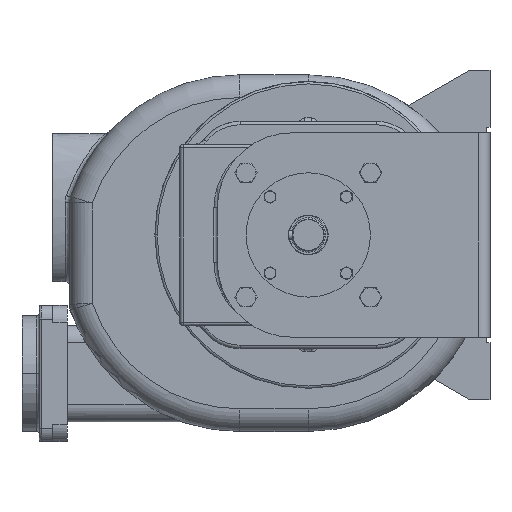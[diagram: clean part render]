
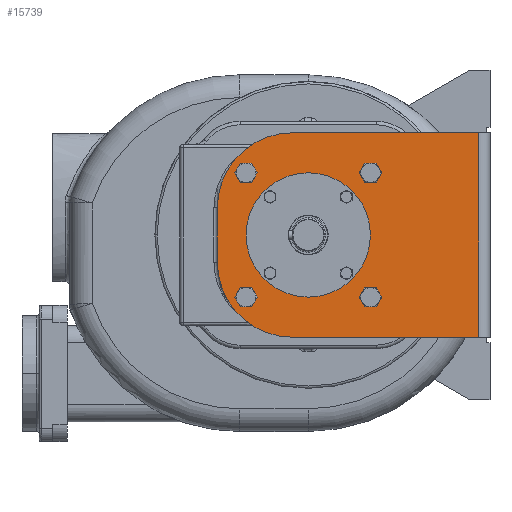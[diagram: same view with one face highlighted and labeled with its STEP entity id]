
A CAD part, left-side view. The second image highlights one B-rep face of the part: STEP entity #15739.
In plain terms, the highlighted planar face has unit normal (-1, 0, 0).
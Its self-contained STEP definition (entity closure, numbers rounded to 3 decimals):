
#150=CARTESIAN_POINT('',(-5.,14.,-24.));
#151=DIRECTION('',(1.,0.,0.));
#152=DIRECTION('',(0.,0.,-1.));
#153=AXIS2_PLACEMENT_3D('',#150,#151,#152);
#155=DIRECTION('',(0.,0.,1.));
#156=VECTOR('',#155,48.);
#157=CARTESIAN_POINT('',(-5.,80.,-24.));
#158=LINE('',#157,#156);
#159=CARTESIAN_POINT('',(-5.,14.,24.));
#160=DIRECTION('',(1.,0.,0.));
#161=DIRECTION('',(0.,1.,0.));
#162=AXIS2_PLACEMENT_3D('',#159,#160,#161);
#164=DIRECTION('',(0.,-1.,0.));
#165=VECTOR('',#164,164.);
#166=CARTESIAN_POINT('',(-5.,14.,90.));
#167=LINE('',#166,#165);
#168=DIRECTION('',(0.,1.,0.));
#169=VECTOR('',#168,164.);
#170=CARTESIAN_POINT('',(-5.,-150.,-90.));
#171=LINE('',#170,#169);
#172=CARTESIAN_POINT('',(-5.,0.,0.));
#173=DIRECTION('',(-1.,0.,0.));
#174=DIRECTION('',(0.,0.,-1.));
#175=AXIS2_PLACEMENT_3D('',#172,#173,#174);
#177=CARTESIAN_POINT('',(-5.,0.,0.));
#178=DIRECTION('',(-1.,0.,0.));
#179=DIRECTION('',(0.,0.,1.));
#180=AXIS2_PLACEMENT_3D('',#177,#178,#179);
#182=CARTESIAN_POINT('',(-5.,54.801,-54.801));
#183=DIRECTION('',(1.,0.,0.));
#184=DIRECTION('',(0.,0.,-1.));
#185=AXIS2_PLACEMENT_3D('',#182,#183,#184);
#187=CARTESIAN_POINT('',(-5.,54.801,-54.801));
#188=DIRECTION('',(1.,0.,0.));
#189=DIRECTION('',(0.,0.,1.));
#190=AXIS2_PLACEMENT_3D('',#187,#188,#189);
#192=CARTESIAN_POINT('',(-5.,-54.801,-54.801));
#193=DIRECTION('',(1.,0.,0.));
#194=DIRECTION('',(0.,0.,-1.));
#195=AXIS2_PLACEMENT_3D('',#192,#193,#194);
#197=CARTESIAN_POINT('',(-5.,-54.801,-54.801));
#198=DIRECTION('',(1.,0.,0.));
#199=DIRECTION('',(0.,0.,1.));
#200=AXIS2_PLACEMENT_3D('',#197,#198,#199);
#202=CARTESIAN_POINT('',(-5.,-54.801,54.801));
#203=DIRECTION('',(1.,0.,0.));
#204=DIRECTION('',(0.,0.,-1.));
#205=AXIS2_PLACEMENT_3D('',#202,#203,#204);
#207=CARTESIAN_POINT('',(-5.,-54.801,54.801));
#208=DIRECTION('',(1.,0.,0.));
#209=DIRECTION('',(0.,0.,1.));
#210=AXIS2_PLACEMENT_3D('',#207,#208,#209);
#212=CARTESIAN_POINT('',(-5.,54.801,54.801));
#213=DIRECTION('',(1.,0.,0.));
#214=DIRECTION('',(0.,0.,-1.));
#215=AXIS2_PLACEMENT_3D('',#212,#213,#214);
#217=CARTESIAN_POINT('',(-5.,54.801,54.801));
#218=DIRECTION('',(1.,0.,0.));
#219=DIRECTION('',(0.,0.,1.));
#220=AXIS2_PLACEMENT_3D('',#217,#218,#219);
#239=DIRECTION('',(0.,0.,1.));
#240=VECTOR('',#239,180.);
#241=CARTESIAN_POINT('',(-5.,-150.,-90.));
#242=LINE('',#241,#240);
#13883=CARTESIAN_POINT('',(-5.,14.,-90.));
#13885=VERTEX_POINT('',#13883);
#13890=CARTESIAN_POINT('',(-5.,-150.,-90.));
#13891=VERTEX_POINT('',#13890);
#13892=CARTESIAN_POINT('',(-5.,-150.,90.));
#13893=VERTEX_POINT('',#13892);
#13894=CARTESIAN_POINT('',(-5.,14.,90.));
#13895=VERTEX_POINT('',#13894);
#13954=CARTESIAN_POINT('',(-5.,80.,-24.));
#13955=VERTEX_POINT('',#13954);
#13956=CARTESIAN_POINT('',(-5.,80.,24.));
#13957=VERTEX_POINT('',#13956);
#14371=CARTESIAN_POINT('',(-5.,0.,-54.75));
#14372=CARTESIAN_POINT('',(-5.,0.,54.75));
#14373=VERTEX_POINT('',#14371);
#14374=VERTEX_POINT('',#14372);
#15408=CARTESIAN_POINT('',(-5.,54.801,-62.901));
#15409=CARTESIAN_POINT('',(-5.,54.801,-46.701));
#15410=VERTEX_POINT('',#15408);
#15411=VERTEX_POINT('',#15409);
#15458=CARTESIAN_POINT('',(-5.,-54.801,-62.901));
#15459=CARTESIAN_POINT('',(-5.,-54.801,-46.701));
#15460=VERTEX_POINT('',#15458);
#15461=VERTEX_POINT('',#15459);
#15508=CARTESIAN_POINT('',(-5.,-54.801,46.701));
#15509=CARTESIAN_POINT('',(-5.,-54.801,62.901));
#15510=VERTEX_POINT('',#15508);
#15511=VERTEX_POINT('',#15509);
#15558=CARTESIAN_POINT('',(-5.,54.801,46.701));
#15559=CARTESIAN_POINT('',(-5.,54.801,62.901));
#15560=VERTEX_POINT('',#15558);
#15561=VERTEX_POINT('',#15559);
#15692=CARTESIAN_POINT('',(-5.,0.,0.));
#15693=DIRECTION('',(1.,0.,0.));
#15694=DIRECTION('',(0.,0.,-1.));
#15695=AXIS2_PLACEMENT_3D('',#15692,#15693,#15694);
#15696=PLANE('',#15695);
#15697=ORIENTED_EDGE('',*,*,#15685,.T.);
#15698=ORIENTED_EDGE('',*,*,#15673,.T.);
#15700=ORIENTED_EDGE('',*,*,#15699,.T.);
#15702=ORIENTED_EDGE('',*,*,#15701,.T.);
#15704=ORIENTED_EDGE('',*,*,#15703,.F.);
#15706=ORIENTED_EDGE('',*,*,#15705,.T.);
#15707=EDGE_LOOP('',(#15697,#15698,#15700,#15702,#15704,#15706));
#15708=FACE_OUTER_BOUND('',#15707,.F.);
#15710=ORIENTED_EDGE('',*,*,#15709,.T.);
#15712=ORIENTED_EDGE('',*,*,#15711,.T.);
#15713=EDGE_LOOP('',(#15710,#15712));
#15714=FACE_BOUND('',#15713,.F.);
#15716=ORIENTED_EDGE('',*,*,#15715,.F.);
#15718=ORIENTED_EDGE('',*,*,#15717,.F.);
#15719=EDGE_LOOP('',(#15716,#15718));
#15720=FACE_BOUND('',#15719,.F.);
#15722=ORIENTED_EDGE('',*,*,#15721,.F.);
#15724=ORIENTED_EDGE('',*,*,#15723,.F.);
#15725=EDGE_LOOP('',(#15722,#15724));
#15726=FACE_BOUND('',#15725,.F.);
#15728=ORIENTED_EDGE('',*,*,#15727,.F.);
#15730=ORIENTED_EDGE('',*,*,#15729,.F.);
#15731=EDGE_LOOP('',(#15728,#15730));
#15732=FACE_BOUND('',#15731,.F.);
#15734=ORIENTED_EDGE('',*,*,#15733,.F.);
#15736=ORIENTED_EDGE('',*,*,#15735,.F.);
#15737=EDGE_LOOP('',(#15734,#15736));
#15738=FACE_BOUND('',#15737,.F.);
#15739=ADVANCED_FACE('',(#15708,#15714,#15720,#15726,#15732,#15738),#15696,.F.);
#154=CIRCLE('',#153,66.);
#163=CIRCLE('',#162,66.);
#176=CIRCLE('',#175,54.75);
#181=CIRCLE('',#180,54.75);
#186=CIRCLE('',#185,8.1);
#191=CIRCLE('',#190,8.1);
#196=CIRCLE('',#195,8.1);
#201=CIRCLE('',#200,8.1);
#206=CIRCLE('',#205,8.1);
#211=CIRCLE('',#210,8.1);
#216=CIRCLE('',#215,8.1);
#221=CIRCLE('',#220,8.1);
#15673=EDGE_CURVE('',#13955,#13957,#158,.T.);
#15685=EDGE_CURVE('',#13885,#13955,#154,.T.);
#15699=EDGE_CURVE('',#13957,#13895,#163,.T.);
#15701=EDGE_CURVE('',#13895,#13893,#167,.T.);
#15703=EDGE_CURVE('',#13891,#13893,#242,.T.);
#15705=EDGE_CURVE('',#13891,#13885,#171,.T.);
#15709=EDGE_CURVE('',#14373,#14374,#176,.T.);
#15711=EDGE_CURVE('',#14374,#14373,#181,.T.);
#15715=EDGE_CURVE('',#15410,#15411,#186,.T.);
#15717=EDGE_CURVE('',#15411,#15410,#191,.T.);
#15721=EDGE_CURVE('',#15460,#15461,#196,.T.);
#15723=EDGE_CURVE('',#15461,#15460,#201,.T.);
#15727=EDGE_CURVE('',#15510,#15511,#206,.T.);
#15729=EDGE_CURVE('',#15511,#15510,#211,.T.);
#15733=EDGE_CURVE('',#15560,#15561,#216,.T.);
#15735=EDGE_CURVE('',#15561,#15560,#221,.T.);
